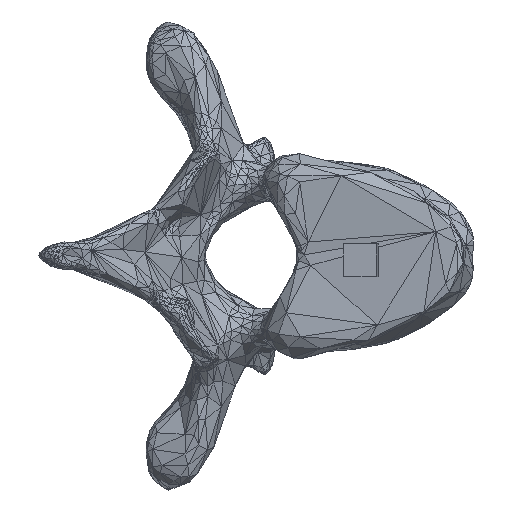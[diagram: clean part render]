
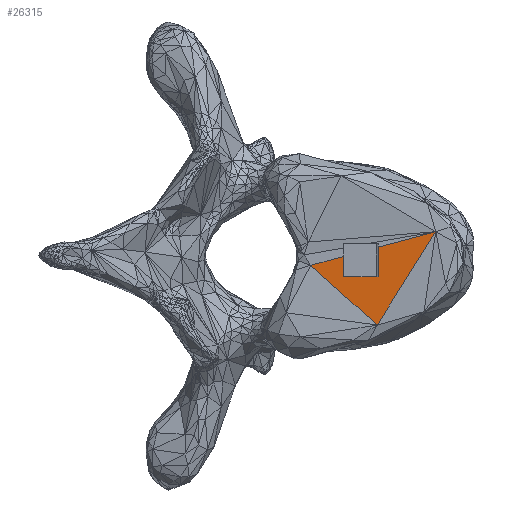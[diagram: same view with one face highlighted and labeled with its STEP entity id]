
A CAD part, left-side view. The second image highlights one B-rep face of the part: STEP entity #26315.
In plain terms, the highlighted planar face has unit normal (-0.99, 0.14, 0.012).
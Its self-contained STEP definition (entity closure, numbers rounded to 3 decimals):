
#935=FACE_OUTER_BOUND('',#3230,.T.);
#3230=EDGE_LOOP('',(#18967,#18968,#18969,#18970,#18971,#18972,#18973));
#4607=LINE('',#38064,#8072);
#4616=LINE('',#38082,#8081);
#4622=LINE('',#38093,#8087);
#4626=LINE('',#38101,#8091);
#4627=LINE('',#38103,#8092);
#5272=LINE('',#39397,#8737);
#6075=LINE('',#40996,#9540);
#8072=VECTOR('',#30005,10.);
#8081=VECTOR('',#30018,10.);
#8087=VECTOR('',#30026,10.);
#8091=VECTOR('',#30036,19.841);
#8092=VECTOR('',#30039,19.841);
#8737=VECTOR('',#31436,16.766);
#9540=VECTOR('',#33309,13.66);
#11537=VERTEX_POINT('',#38061);
#11538=VERTEX_POINT('',#38063);
#11542=VERTEX_POINT('',#38073);
#11545=VERTEX_POINT('',#38081);
#11548=VERTEX_POINT('',#38088);
#11550=VERTEX_POINT('',#38099);
#11819=VERTEX_POINT('',#39359);
#12707=EDGE_CURVE('',#11538,#11537,#4607,.T.);
#12716=EDGE_CURVE('',#11545,#11538,#4616,.T.);
#12722=EDGE_CURVE('',#11548,#11545,#4622,.T.);
#12726=EDGE_CURVE('',#11550,#11537,#4626,.T.);
#12727=EDGE_CURVE('',#11548,#11542,#4627,.T.);
#13372=EDGE_CURVE('',#11819,#11542,#5272,.T.);
#14175=EDGE_CURVE('',#11550,#11819,#6075,.T.);
#18967=ORIENTED_EDGE('',*,*,#12707,.T.);
#18968=ORIENTED_EDGE('',*,*,#12726,.F.);
#18969=ORIENTED_EDGE('',*,*,#14175,.T.);
#18970=ORIENTED_EDGE('',*,*,#13372,.T.);
#18971=ORIENTED_EDGE('',*,*,#12727,.F.);
#18972=ORIENTED_EDGE('',*,*,#12722,.T.);
#18973=ORIENTED_EDGE('',*,*,#12716,.T.);
#24020=PLANE('',#28624);
#26315=ADVANCED_FACE('',(#935),#24020,.F.);
#28624=AXIS2_PLACEMENT_3D('',#40999,#33313,#33314);
#30005=DIRECTION('',(0.012,-0.001,1.));
#30018=DIRECTION('',(0.14,0.99,0.));
#30026=DIRECTION('',(-0.012,0.001,-1.));
#30036=DIRECTION('',(-0.133,-0.957,0.257));
#30039=DIRECTION('',(-0.133,-0.957,0.257));
#31436=DIRECTION('',(-0.065,-0.53,0.845));
#33309=DIRECTION('',(-0.113,-0.739,-0.664));
#33313=DIRECTION('center_axis',(0.99,-0.14,-0.012));
#33314=DIRECTION('ref_axis',(-0.012,0.,-1.));
#38061=CARTESIAN_POINT('',(1262.525,-46.599,0.641));
#38063=CARTESIAN_POINT('',(1262.488,-46.595,-2.5));
#38064=CARTESIAN_POINT('',(1262.414,-46.587,-8.769));
#38073=CARTESIAN_POINT('',(1260.63,-60.283,4.317));
#38081=CARTESIAN_POINT('',(1261.786,-51.549,-2.5));
#38082=CARTESIAN_POINT('',(1252.94,-113.974,-2.5));
#38088=CARTESIAN_POINT('',(1261.839,-51.555,1.972));
#38093=CARTESIAN_POINT('',(1261.741,-51.544,-6.267));
#38099=CARTESIAN_POINT('',(1263.26,-41.291,-0.785));
#38101=CARTESIAN_POINT('',(1263.26,-41.291,-0.785));
#38103=CARTESIAN_POINT('',(1263.26,-41.291,-0.785));
#39359=CARTESIAN_POINT('',(1261.72,-51.39,-9.854));
#39397=CARTESIAN_POINT('',(1261.72,-51.39,-9.854));
#40996=CARTESIAN_POINT('',(1263.26,-41.291,-0.785));
#40999=CARTESIAN_POINT('Origin',(1243.961,-176.278,-14.946));
